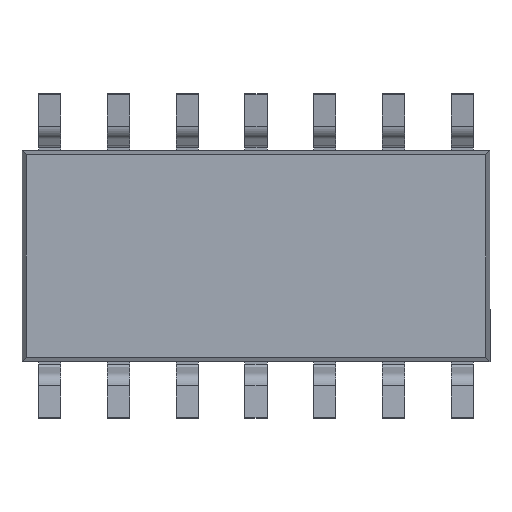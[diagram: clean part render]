
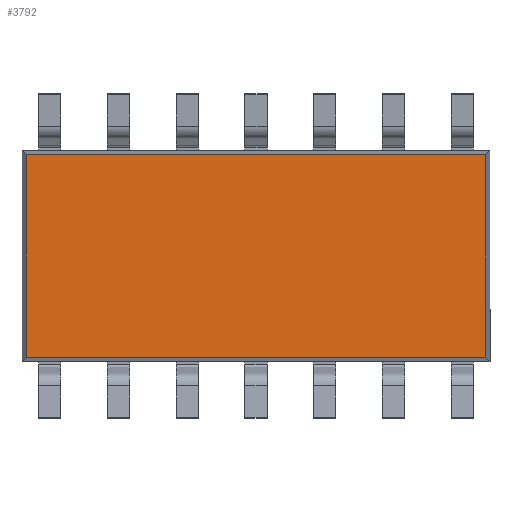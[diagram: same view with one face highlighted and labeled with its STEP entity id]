
A CAD part, front view. The second image highlights one B-rep face of the part: STEP entity #3792.
In plain terms, the highlighted planar face has unit normal (0, -1, 0).
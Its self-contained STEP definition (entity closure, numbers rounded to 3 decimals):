
#267 = VERTEX_POINT ( 'NONE', #907 ) ;
#343 = CARTESIAN_POINT ( 'NONE',  ( 1.87, 0.25, -4.245 ) ) ;
#646 = CARTESIAN_POINT ( 'NONE',  ( 0., 0.25, 0. ) ) ;
#907 = CARTESIAN_POINT ( 'NONE',  ( -1.87, 0.25, 4.245 ) ) ;
#975 = LINE ( 'NONE', #6561, #6290 ) ;
#997 = VERTEX_POINT ( 'NONE', #343 ) ;
#1247 = DIRECTION ( 'NONE',  ( -1., 0., 0. ) ) ;
#1632 = DIRECTION ( 'NONE',  ( 0., 0., 1. ) ) ;
#1697 = LINE ( 'NONE', #6221, #4176 ) ;
#1704 = LINE ( 'NONE', #2383, #4164 ) ;
#1790 = EDGE_CURVE ( 'NONE', #4741, #267, #1697, .T. ) ;
#1796 = VECTOR ( 'NONE', #3145, 1000. ) ;
#1928 = ORIENTED_EDGE ( 'NONE', *, *, #6349, .T. ) ;
#2383 = CARTESIAN_POINT ( 'NONE',  ( 0., 0.25, -4.245 ) ) ;
#2415 = VERTEX_POINT ( 'NONE', #5389 ) ;
#2854 = DIRECTION ( 'NONE',  ( 0., -1., 0. ) ) ;
#3145 = DIRECTION ( 'NONE',  ( 0., 0., -1. ) ) ;
#3479 = AXIS2_PLACEMENT_3D ( 'NONE', #646, #2854, #6807 ) ;
#3792 = ADVANCED_FACE ( 'NONE', ( #6190 ), #4016, .T. ) ;
#3895 = ORIENTED_EDGE ( 'NONE', *, *, #5101, .T. ) ;
#4016 = PLANE ( 'NONE',  #3479 ) ;
#4084 = EDGE_CURVE ( 'NONE', #267, #2415, #6370, .T. ) ;
#4164 = VECTOR ( 'NONE', #6227, 1000. ) ;
#4176 = VECTOR ( 'NONE', #1247, 1000. ) ;
#4741 = VERTEX_POINT ( 'NONE', #6539 ) ;
#4904 = EDGE_LOOP ( 'NONE', ( #5056, #1928, #3895, #5884 ) ) ;
#5056 = ORIENTED_EDGE ( 'NONE', *, *, #4084, .T. ) ;
#5101 = EDGE_CURVE ( 'NONE', #997, #4741, #975, .T. ) ;
#5389 = CARTESIAN_POINT ( 'NONE',  ( -1.87, 0.25, -4.245 ) ) ;
#5475 = CARTESIAN_POINT ( 'NONE',  ( -1.87, 0.25, 0. ) ) ;
#5884 = ORIENTED_EDGE ( 'NONE', *, *, #1790, .T. ) ;
#6190 = FACE_OUTER_BOUND ( 'NONE', #4904, .T. ) ;
#6221 = CARTESIAN_POINT ( 'NONE',  ( 0., 0.25, 4.245 ) ) ;
#6227 = DIRECTION ( 'NONE',  ( 1., 0., 0. ) ) ;
#6290 = VECTOR ( 'NONE', #1632, 1000. ) ;
#6349 = EDGE_CURVE ( 'NONE', #2415, #997, #1704, .T. ) ;
#6370 = LINE ( 'NONE', #5475, #1796 ) ;
#6539 = CARTESIAN_POINT ( 'NONE',  ( 1.87, 0.25, 4.245 ) ) ;
#6561 = CARTESIAN_POINT ( 'NONE',  ( 1.87, 0.25, 0. ) ) ;
#6807 = DIRECTION ( 'NONE',  ( 0., 0., -1. ) ) ;
